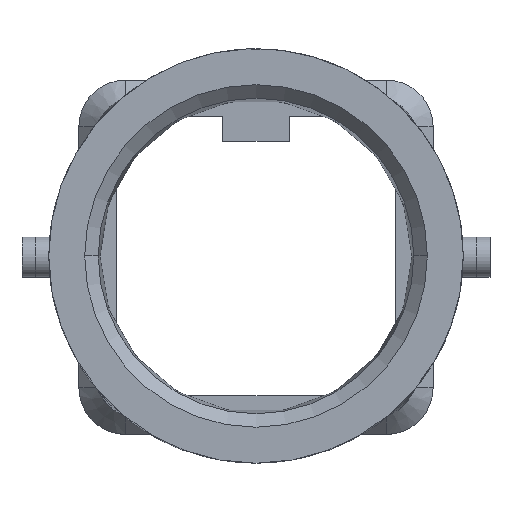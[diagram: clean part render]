
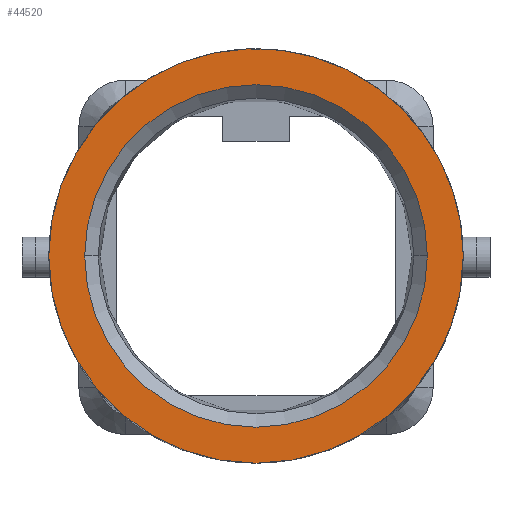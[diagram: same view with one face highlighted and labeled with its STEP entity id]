
A CAD part, top view. The second image highlights one B-rep face of the part: STEP entity #44520.
In plain terms, the highlighted planar face has unit normal (0, 0, 1).
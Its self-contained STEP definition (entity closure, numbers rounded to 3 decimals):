
#43870=CARTESIAN_POINT('',(33.387,46.56,60.5));
#43880=VERTEX_POINT('',#43870);
#43910=CARTESIAN_POINT('',(48.887,46.56,60.5));
#43920=DIRECTION('',(0.,0.,1.));
#43930=DIRECTION('',(1.,0.,0.));
#43940=AXIS2_PLACEMENT_3D('',#43910,#43920,#43930);
#43950=CIRCLE('',#43940,15.5);
#43960=CARTESIAN_POINT('',(64.387,46.56,60.5));
#43970=VERTEX_POINT('',#43960);
#43980=EDGE_CURVE('',#43880,#43970,#43950,.T.);
#44230=CARTESIAN_POINT('',(12.685,55.646,60.5));
#44240=DIRECTION('',(0.,0.,1.));
#44250=DIRECTION('',(1.,0.,0.));
#44260=AXIS2_PLACEMENT_3D('',#44230,#44240,#44250);
#44270=PLANE('',#44260);
#44280=CARTESIAN_POINT('',(48.887,46.56,60.5));
#44290=DIRECTION('',(0.,0.,1.));
#44300=DIRECTION('',(1.,0.,0.));
#44310=AXIS2_PLACEMENT_3D('',#44280,#44290,#44300);
#44320=CIRCLE('',#44310,12.809);
#44330=CARTESIAN_POINT('',(36.078,46.56,60.5));
#44340=VERTEX_POINT('',#44330);
#44350=CARTESIAN_POINT('',(61.696,46.56,60.5));
#44360=VERTEX_POINT('',#44350);
#44370=EDGE_CURVE('',#44340,#44360,#44320,.T.);
#44380=ORIENTED_EDGE('',*,*,#44370,.F.);
#44390=EDGE_CURVE('',#44360,#44340,#44320,.T.);
#44400=ORIENTED_EDGE('',*,*,#44390,.F.);
#44410=EDGE_LOOP('',(#44400,#44380));
#44420=FACE_BOUND('',#44410,.T.);
#44430=ORIENTED_EDGE('',*,*,#43980,.T.);
#44440=CARTESIAN_POINT('',(43.41,61.06,60.5));
#44450=VERTEX_POINT('',#44440);
#44460=EDGE_CURVE('',#44450,#43880,#43950,.T.);
#44470=ORIENTED_EDGE('',*,*,#44460,.T.);
#44480=EDGE_CURVE('',#43970,#44450,#43950,.T.);
#44490=ORIENTED_EDGE('',*,*,#44480,.T.);
#44500=EDGE_LOOP('',(#44490,#44470,#44430));
#44510=FACE_OUTER_BOUND('',#44500,.T.);
#44520=ADVANCED_FACE('',(#44420,#44510),#44270,.T.);
